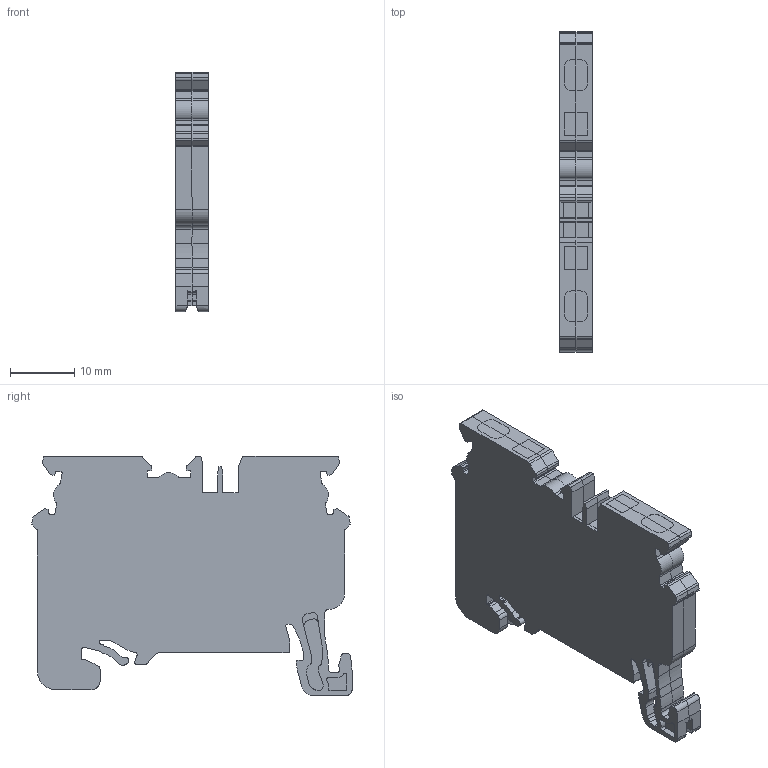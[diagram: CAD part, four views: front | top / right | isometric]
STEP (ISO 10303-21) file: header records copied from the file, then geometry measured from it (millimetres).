
FILE_DESCRIPTION (( 'STEP AP214' ), '1' );
FILE_NAME ('cx2.5PE.STEP', '2024-11-20T06:27:38', ( '' ), ( '' ), 'SwSTEP 2.0', 'SolidWorks 2022', '' );
FILE_SCHEMA (( 'AUTOMOTIVE_DESIGN' ));
Length unit declared in the file: millimetre
Products named in the file (1): cx2.5PE
Bounding box: 5 x 50 x 37.4 mm (x, y, z)
Volume: 6935 mm3; surface area: 7394.3 mm2
Topology: 2 solids, 7 shells, 667 faces, 1920 edges, 1273 vertices
Faces by surface type: plane 370, cylinder 278, torus 10, cone 9
Entity records: 22117 total; most frequent: CARTESIAN_POINT 3933, ORIENTED_EDGE 3840, DIRECTION 3814, EDGE_CURVE 1920, VECTOR 1314, LINE 1314, VERTEX_POINT 1273, AXIS2_PLACEMENT_3D 1250
